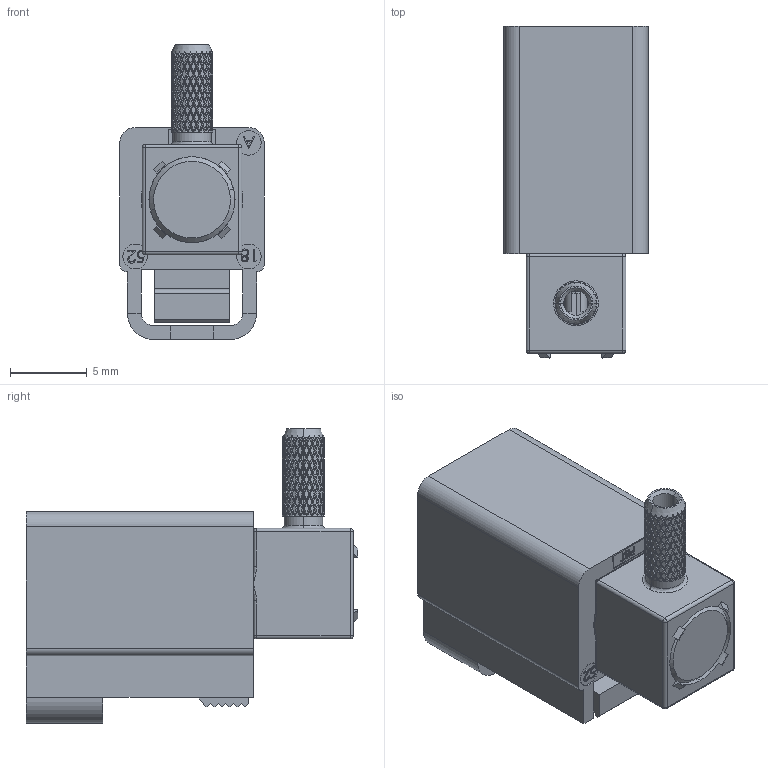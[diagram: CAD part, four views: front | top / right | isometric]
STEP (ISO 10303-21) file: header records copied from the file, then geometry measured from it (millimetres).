
FILE_DESCRIPTION (( 'STEP AP203' ), '1' );
FILE_NAME ('36308-7Z02_1.STEP', '2022-02-17T02:07:04', ( '' ), ( '' ), 'SwSTEP 2.0', 'SolidWorks 2016', '' );
FILE_SCHEMA (( 'CONFIG_CONTROL_DESIGN' ));
Products named in the file (3): 36308-7Z02_1; 36308-0101-B
Assembly tree (1 placements, depth 2):
  36308-7Z02_1
    36308-0101-B
  36308-0101-B
Bounding box: 9.4 x 21.6 x 19.2 mm (x, y, z)
Surface area: 2686.5 mm2 (no closed solid volume)
Topology: 0 solids, 5 shells, 1662 faces, 3829 edges, 2172 vertices
Faces by surface type: bspline 1024, cylinder 342, plane 253, cone 43
Entity records: 72918 total; most frequent: CARTESIAN_POINT 46545, ORIENTED_EDGE 7504, EDGE_CURVE 3815, DIRECTION 2670, VERTEX_POINT 2172, EDGE_LOOP 1704, FACE_OUTER_BOUND 1662, ADVANCED_FACE 1662
